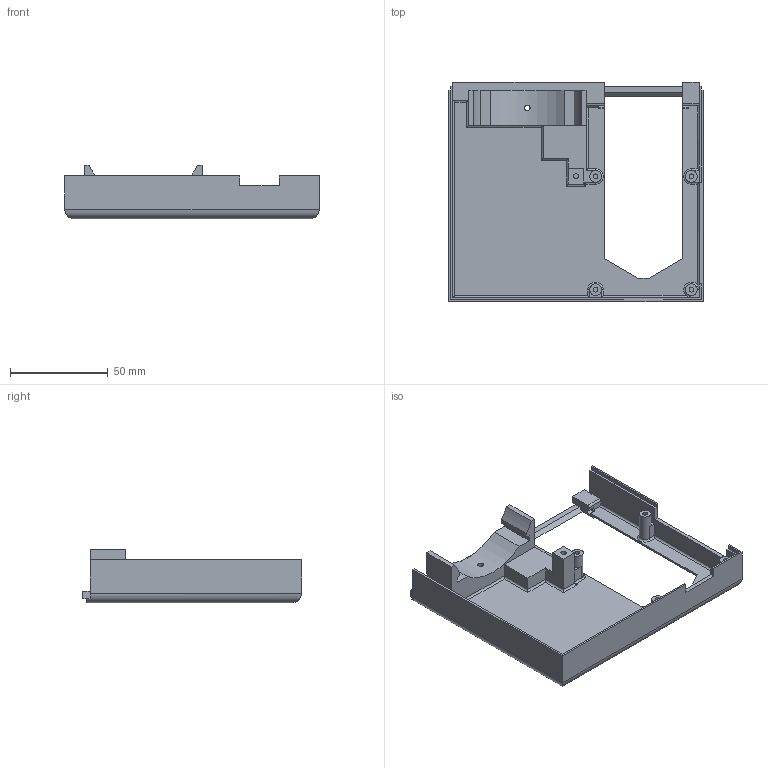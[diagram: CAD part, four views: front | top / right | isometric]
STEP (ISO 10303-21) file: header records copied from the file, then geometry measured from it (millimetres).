
FILE_DESCRIPTION(/* description */ ('STEP AP242','CAx-IF Rec.Pracs.---Representation and Presentation of Product Manufacturing Information (PMI)---4.0---2014-10-13','CAx-IF Rec.Pracs.---3D Tessellated Geometry---0.4---2014-09-14','2;1'),/* implementation_level */ '2;1');
FILE_NAME(/* name */ '62bf568a6f73182d39cb71cc',/* time_stamp */ '2022-07-01T20:18:19+00:00',/* author */ (''),/* organization */ (''),/* preprocessor_version */ 'ST-DEVELOPER v18.102',/* originating_system */ ' ',/* authorisation */ ' ');
FILE_SCHEMA (('AP242_MANAGED_MODEL_BASED_3D_ENGINEERING_MIM_LF { 1 0 10303 442 1 1 4 }'));
Length unit declared in the file: metre
Products named in the file (1): Part 1
Bounding box: 130 x 112 x 27.5 mm (x, y, z)
Volume: 53494.2 mm3; surface area: 40493.9 mm2
Topology: 1 solids, 1 shells, 155 faces, 406 edges, 260 vertices
Faces by surface type: plane 103, cylinder 48, torus 4
Full cylindrical faces by diameter (mm): 2.4 x4, 2.65 x1, 2.85 x1, 6 x5, 9 x1, 10 x1
Entity records: 4670 total; most frequent: CARTESIAN_POINT 821, DIRECTION 789, ORIENTED_EDGE 782, EDGE_CURVE 391, LINE 299, VECTOR 299, VERTEX_POINT 258, AXIS2_PLACEMENT_3D 245
